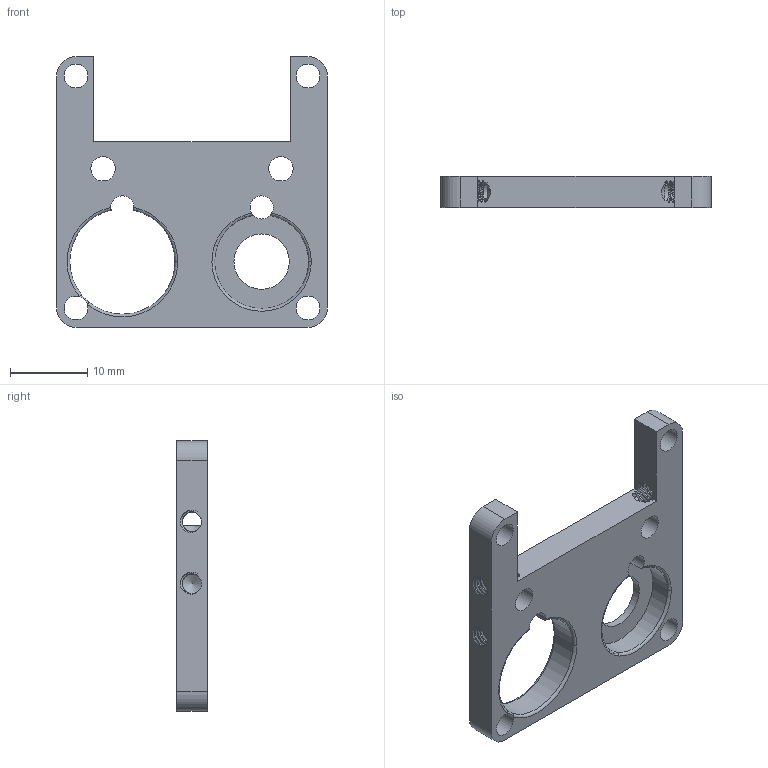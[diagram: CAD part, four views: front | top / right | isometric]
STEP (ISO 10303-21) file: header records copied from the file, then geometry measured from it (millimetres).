
FILE_DESCRIPTION(('FreeCAD Model'),'2;1');
FILE_NAME('Open CASCADE Shape Model','2023-04-25T12:32:19',(''),(''), 'Open CASCADE STEP processor 7.6','FreeCAD','Unknown');
FILE_SCHEMA(('AUTOMOTIVE_DESIGN { 1 0 10303 214 1 1 1 1 }'));
Products named in the file (1): 1307 top
Bounding box: 35 x 4 x 35 mm (x, y, z)
Volume: 2429.3 mm3; surface area: 2861.4 mm2
Topology: 1 solids, 1 shells, 259 faces, 598 edges, 337 vertices
Faces by surface type: bspline 160, cylinder 70, plane 15, torus 10, cone 4
Full cylindrical faces by diameter (mm): 2.52 x42, 3 x1, 3.1 x4, 3.15 x2, 7.15 x1
Entity records: 46178 total; most frequent: CARTESIAN_POINT 35862, DIRECTION 1277, ORIENTED_EDGE 1192, PCURVE 1192, DEFINITIONAL_REPRESENTATION 1192, LINE 923, VECTOR 923, B_SPLINE_CURVE_WITH_KNOTS 730
